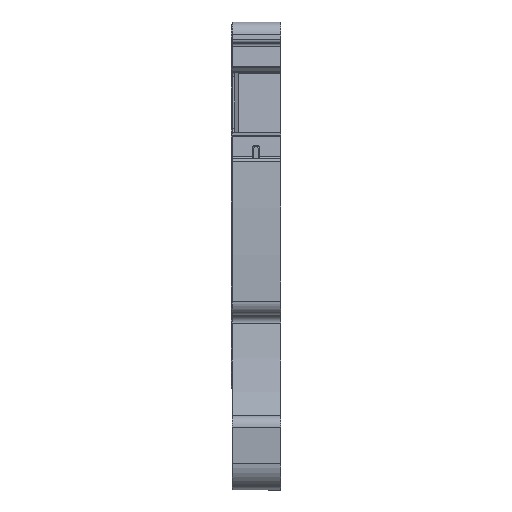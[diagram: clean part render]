
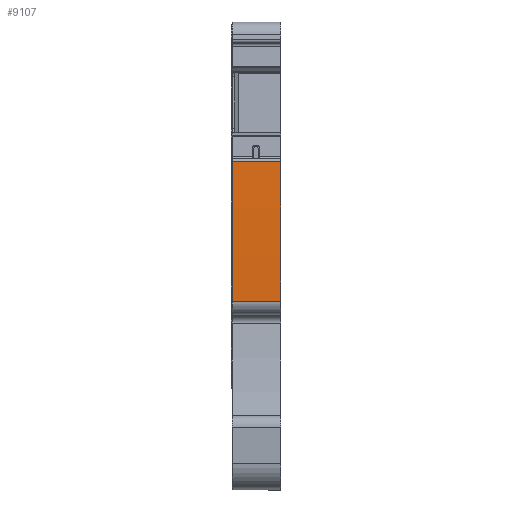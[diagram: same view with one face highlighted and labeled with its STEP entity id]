
A CAD part, front view. The second image highlights one B-rep face of the part: STEP entity #9107.
In plain terms, the highlighted cylindrical face has radius 122.182 mm (diameter 244.364 mm), a partial arc.
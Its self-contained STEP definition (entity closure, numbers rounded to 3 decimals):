
#1963=AXIS2_PLACEMENT_3D('Circle Axis2P3D',#1961,#1962,$) ;
#9079=AXIS2_PLACEMENT_3D('Cylinder Axis2P3D',#9076,#9077,#9078) ;
#9083=AXIS2_PLACEMENT_3D('Circle Axis2P3D',#9081,#9082,$) ;
#9090=AXIS2_PLACEMENT_3D('Circle Axis2P3D',#9088,#9089,$) ;
#1958=CARTESIAN_POINT('Vertex',(0.05,1.529,13.42)) ;
#1961=CARTESIAN_POINT('Axis2P3D Location',(0.05,123.656,17.106)) ;
#1965=CARTESIAN_POINT('Vertex',(0.05,1.637,23.414)) ;
#9060=CARTESIAN_POINT('Vertex',(3.5,1.529,13.42)) ;
#9063=CARTESIAN_POINT('Line Origine',(1.75,1.529,13.42)) ;
#9076=CARTESIAN_POINT('Axis2P3D Location',(1.75,123.656,17.106)) ;
#9081=CARTESIAN_POINT('Axis2P3D Location',(3.5,123.656,17.106)) ;
#9085=CARTESIAN_POINT('Vertex',(3.5,1.528,13.45)) ;
#9088=CARTESIAN_POINT('Axis2P3D Location',(3.5,123.656,17.106)) ;
#9092=CARTESIAN_POINT('Vertex',(3.5,1.637,23.414)) ;
#9095=CARTESIAN_POINT('Line Origine',(1.75,1.637,23.414)) ;
#1962=DIRECTION('Axis2P3D Direction',(-1.,0.,0.)) ;
#9064=DIRECTION('Vector Direction',(1.,0.,0.)) ;
#9077=DIRECTION('Axis2P3D Direction',(1.,0.,0.)) ;
#9078=DIRECTION('Axis2P3D XDirection',(0.,-0.992,0.126)) ;
#9082=DIRECTION('Axis2P3D Direction',(1.,0.,0.)) ;
#9089=DIRECTION('Axis2P3D Direction',(1.,0.,0.)) ;
#9096=DIRECTION('Vector Direction',(1.,0.,0.)) ;
#9065=VECTOR('Line Direction',#9064,1.) ;
#9097=VECTOR('Line Direction',#9096,1.) ;
#9101=ORIENTED_EDGE('',*,*,#9067,.T.) ;
#9102=ORIENTED_EDGE('',*,*,#9087,.F.) ;
#9103=ORIENTED_EDGE('',*,*,#9094,.F.) ;
#9104=ORIENTED_EDGE('',*,*,#9099,.F.) ;
#9105=ORIENTED_EDGE('',*,*,#1967,.F.) ;
#9107=ADVANCED_FACE('PartBody',(#9106),#9080,.T.) ;
#1964=CIRCLE('generated circle',#1963,122.182) ;
#9084=CIRCLE('generated circle',#9083,122.182) ;
#9091=CIRCLE('generated circle',#9090,122.182) ;
#9080=CYLINDRICAL_SURFACE('generated cylinder',#9079,122.182) ;
#1967=EDGE_CURVE('',#1959,#1966,#1964,.T.) ;
#9067=EDGE_CURVE('',#1959,#9061,#9066,.T.) ;
#9087=EDGE_CURVE('',#9086,#9061,#9084,.T.) ;
#9094=EDGE_CURVE('',#9093,#9086,#9091,.T.) ;
#9099=EDGE_CURVE('',#1966,#9093,#9098,.T.) ;
#9100=EDGE_LOOP('',(#9101,#9102,#9103,#9104,#9105)) ;
#9106=FACE_OUTER_BOUND('',#9100,.T.) ;
#9066=LINE('Line',#9063,#9065) ;
#9098=LINE('Line',#9095,#9097) ;
#1959=VERTEX_POINT('',#1958) ;
#1966=VERTEX_POINT('',#1965) ;
#9061=VERTEX_POINT('',#9060) ;
#9086=VERTEX_POINT('',#9085) ;
#9093=VERTEX_POINT('',#9092) ;
